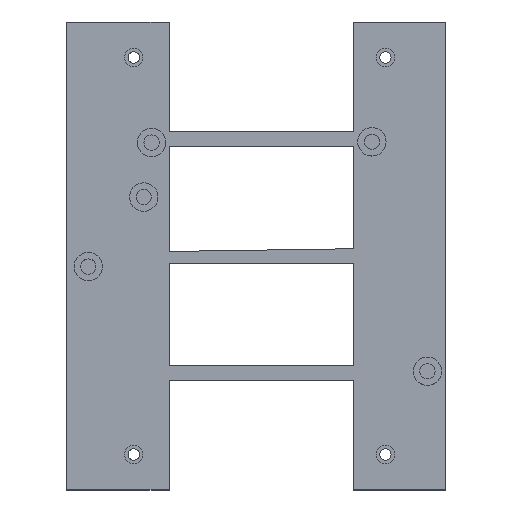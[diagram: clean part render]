
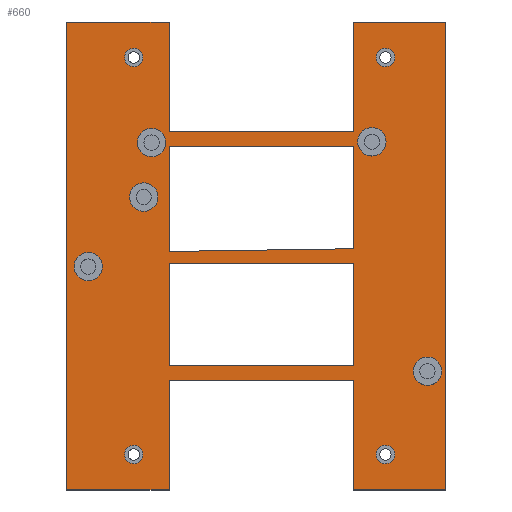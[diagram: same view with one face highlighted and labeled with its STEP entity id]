
A CAD part, top view. The second image highlights one B-rep face of the part: STEP entity #660.
In plain terms, the highlighted planar face has unit normal (0, 0, 1).
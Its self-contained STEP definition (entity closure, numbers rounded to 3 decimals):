
#95=CARTESIAN_POINT('',(109.,36.044,11.));
#96=VERTEX_POINT('',#95);
#105=CARTESIAN_POINT('',(109.,65.,11.));
#106=VERTEX_POINT('',#105);
#107=CARTESIAN_POINT('',(109.,65.,11.));
#108=DIRECTION('',(0.,-1.,0.));
#109=VECTOR('',#108,28.956);
#110=LINE('',#107,#109);
#111=EDGE_CURVE('',#106,#96,#110,.T.);
#135=CARTESIAN_POINT('',(109.,69.,11.));
#136=VERTEX_POINT('',#135);
#145=CARTESIAN_POINT('',(109.,100.,11.));
#146=VERTEX_POINT('',#145);
#147=CARTESIAN_POINT('',(109.,100.,11.));
#148=DIRECTION('',(0.,-1.,0.));
#149=VECTOR('',#148,31.);
#150=LINE('',#147,#149);
#151=EDGE_CURVE('',#146,#136,#150,.T.);
#175=CARTESIAN_POINT('',(109.,32.,11.));
#176=VERTEX_POINT('',#175);
#177=CARTESIAN_POINT('',(109.,3.,11.));
#178=VERTEX_POINT('',#177);
#179=CARTESIAN_POINT('',(109.,32.,11.));
#180=DIRECTION('',(0.,-1.,0.));
#181=VECTOR('',#180,29.);
#182=LINE('',#179,#181);
#183=EDGE_CURVE('',#176,#178,#182,.T.);
#291=CARTESIAN_POINT('',(135.,-32.,11.));
#292=VERTEX_POINT('',#291);
#299=CARTESIAN_POINT('',(109.,-32.,11.));
#300=VERTEX_POINT('',#299);
#301=CARTESIAN_POINT('',(109.,-32.,11.));
#302=DIRECTION('',(1.,0.,-0.));
#303=VECTOR('',#302,26.);
#304=LINE('',#301,#303);
#305=EDGE_CURVE('',#300,#292,#304,.T.);
#329=CARTESIAN_POINT('',(135.,100.,11.));
#330=VERTEX_POINT('',#329);
#337=CARTESIAN_POINT('',(135.,-32.,11.));
#338=DIRECTION('',(0.,1.,0.));
#339=VECTOR('',#338,132.);
#340=LINE('',#337,#339);
#341=EDGE_CURVE('',#292,#330,#340,.T.);
#359=CARTESIAN_POINT('',(135.,100.,11.));
#360=DIRECTION('',(-1.,0.,0.));
#361=VECTOR('',#360,26.);
#362=LINE('',#359,#361);
#363=EDGE_CURVE('',#330,#146,#362,.T.);
#374=CARTESIAN_POINT('',(109.,-1.,11.));
#375=VERTEX_POINT('',#374);
#376=CARTESIAN_POINT('',(109.,-1.,11.));
#377=DIRECTION('',(0.,-1.,0.));
#378=VECTOR('',#377,31.);
#379=LINE('',#376,#378);
#380=EDGE_CURVE('',#375,#300,#379,.T.);
#400=CARTESIAN_POINT('',(93.,-32.,11.));
#401=DIRECTION('',(0.,0.,1.));
#402=DIRECTION('',(1.,0.,0.));
#403=AXIS2_PLACEMENT_3D('',#400,#401,#402);
#404=PLANE('',#403);
#405=CARTESIAN_POINT('',(125.852,1.492,11.));
#406=VERTEX_POINT('',#405);
#407=CARTESIAN_POINT('',(133.852,1.492,11.));
#408=VERTEX_POINT('',#407);
#409=CARTESIAN_POINT('',(129.852,1.492,11.));
#410=DIRECTION('',(0.,0.,1.));
#411=DIRECTION('',(1.,0.,-0.));
#412=AXIS2_PLACEMENT_3D('',#409,#410,#411);
#413=CIRCLE('',#412,4.);
#414=EDGE_CURVE('',#406,#408,#413,.T.);
#415=ORIENTED_EDGE('',*,*,#414,.F.);
#416=CARTESIAN_POINT('',(129.852,1.492,11.));
#417=DIRECTION('',(0.,0.,1.));
#418=DIRECTION('',(1.,0.,-0.));
#419=AXIS2_PLACEMENT_3D('',#416,#417,#418);
#420=CIRCLE('',#419,4.);
#421=EDGE_CURVE('',#408,#406,#420,.T.);
#422=ORIENTED_EDGE('',*,*,#421,.F.);
#423=EDGE_LOOP('',(#415,#422));
#424=FACE_BOUND('',#423,.T.);
#425=CARTESIAN_POINT('',(110.2,66.2,11.));
#426=VERTEX_POINT('',#425);
#427=CARTESIAN_POINT('',(118.2,66.2,11.));
#428=VERTEX_POINT('',#427);
#429=CARTESIAN_POINT('',(114.2,66.2,11.));
#430=DIRECTION('',(0.,0.,1.));
#431=DIRECTION('',(1.,0.,-0.));
#432=AXIS2_PLACEMENT_3D('',#429,#430,#431);
#433=CIRCLE('',#432,4.);
#434=EDGE_CURVE('',#426,#428,#433,.T.);
#435=ORIENTED_EDGE('',*,*,#434,.F.);
#436=CARTESIAN_POINT('',(114.2,66.2,11.));
#437=DIRECTION('',(0.,0.,1.));
#438=DIRECTION('',(1.,0.,-0.));
#439=AXIS2_PLACEMENT_3D('',#436,#437,#438);
#440=CIRCLE('',#439,4.);
#441=EDGE_CURVE('',#428,#426,#440,.T.);
#442=ORIENTED_EDGE('',*,*,#441,.F.);
#443=EDGE_LOOP('',(#435,#442));
#444=FACE_BOUND('',#443,.T.);
#445=CARTESIAN_POINT('',(48.043,65.996,11.));
#446=VERTEX_POINT('',#445);
#447=CARTESIAN_POINT('',(56.043,65.996,11.));
#448=VERTEX_POINT('',#447);
#449=CARTESIAN_POINT('',(52.043,65.996,11.));
#450=DIRECTION('',(0.,0.,1.));
#451=DIRECTION('',(1.,0.,-0.));
#452=AXIS2_PLACEMENT_3D('',#449,#450,#451);
#453=CIRCLE('',#452,4.);
#454=EDGE_CURVE('',#446,#448,#453,.T.);
#455=ORIENTED_EDGE('',*,*,#454,.F.);
#456=CARTESIAN_POINT('',(52.043,65.996,11.));
#457=DIRECTION('',(0.,0.,1.));
#458=DIRECTION('',(1.,0.,-0.));
#459=AXIS2_PLACEMENT_3D('',#456,#457,#458);
#460=CIRCLE('',#459,4.);
#461=EDGE_CURVE('',#448,#446,#460,.T.);
#462=ORIENTED_EDGE('',*,*,#461,.F.);
#463=EDGE_LOOP('',(#455,#462));
#464=FACE_BOUND('',#463,.T.);
#465=CARTESIAN_POINT('',(45.845,50.615,11.));
#466=VERTEX_POINT('',#465);
#467=CARTESIAN_POINT('',(53.845,50.615,11.));
#468=VERTEX_POINT('',#467);
#469=CARTESIAN_POINT('',(49.845,50.615,11.));
#470=DIRECTION('',(0.,0.,1.));
#471=DIRECTION('',(1.,0.,-0.));
#472=AXIS2_PLACEMENT_3D('',#469,#470,#471);
#473=CIRCLE('',#472,4.);
#474=EDGE_CURVE('',#466,#468,#473,.T.);
#475=ORIENTED_EDGE('',*,*,#474,.F.);
#476=CARTESIAN_POINT('',(49.845,50.615,11.));
#477=DIRECTION('',(0.,0.,1.));
#478=DIRECTION('',(1.,0.,-0.));
#479=AXIS2_PLACEMENT_3D('',#476,#477,#478);
#480=CIRCLE('',#479,4.);
#481=EDGE_CURVE('',#468,#466,#480,.T.);
#482=ORIENTED_EDGE('',*,*,#481,.F.);
#483=EDGE_LOOP('',(#475,#482));
#484=FACE_BOUND('',#483,.T.);
#485=CARTESIAN_POINT('',(30.2,31.,11.));
#486=VERTEX_POINT('',#485);
#487=CARTESIAN_POINT('',(38.2,31.,11.));
#488=VERTEX_POINT('',#487);
#489=CARTESIAN_POINT('',(34.2,31.,11.));
#490=DIRECTION('',(0.,0.,1.));
#491=DIRECTION('',(1.,0.,-0.));
#492=AXIS2_PLACEMENT_3D('',#489,#490,#491);
#493=CIRCLE('',#492,4.);
#494=EDGE_CURVE('',#486,#488,#493,.T.);
#495=ORIENTED_EDGE('',*,*,#494,.F.);
#496=CARTESIAN_POINT('',(34.2,31.,11.));
#497=DIRECTION('',(0.,0.,1.));
#498=DIRECTION('',(1.,0.,-0.));
#499=AXIS2_PLACEMENT_3D('',#496,#497,#498);
#500=CIRCLE('',#499,4.);
#501=EDGE_CURVE('',#488,#486,#500,.T.);
#502=ORIENTED_EDGE('',*,*,#501,.F.);
#503=EDGE_LOOP('',(#495,#502));
#504=FACE_BOUND('',#503,.T.);
#505=ORIENTED_EDGE('',*,*,#111,.T.);
#506=CARTESIAN_POINT('',(57.,35.279,11.));
#507=VERTEX_POINT('',#506);
#508=CARTESIAN_POINT('',(109.,36.044,11.));
#509=DIRECTION('',(-1.,-0.015,0.));
#510=VECTOR('',#509,52.006);
#511=LINE('',#508,#510);
#512=EDGE_CURVE('',#96,#507,#511,.T.);
#513=ORIENTED_EDGE('',*,*,#512,.T.);
#514=CARTESIAN_POINT('',(57.,65.,11.));
#515=VERTEX_POINT('',#514);
#516=CARTESIAN_POINT('',(57.,35.279,11.));
#517=DIRECTION('',(0.,1.,0.));
#518=VECTOR('',#517,29.721);
#519=LINE('',#516,#518);
#520=EDGE_CURVE('',#507,#515,#519,.T.);
#521=ORIENTED_EDGE('',*,*,#520,.T.);
#522=CARTESIAN_POINT('',(57.,65.,11.));
#523=DIRECTION('',(1.,0.,-0.));
#524=VECTOR('',#523,52.);
#525=LINE('',#522,#524);
#526=EDGE_CURVE('',#515,#106,#525,.T.);
#527=ORIENTED_EDGE('',*,*,#526,.T.);
#528=EDGE_LOOP('',(#505,#513,#521,#527));
#529=FACE_BOUND('',#528,.T.);
#530=ORIENTED_EDGE('',*,*,#151,.T.);
#531=CARTESIAN_POINT('',(57.,69.,11.));
#532=VERTEX_POINT('',#531);
#533=CARTESIAN_POINT('',(57.,69.,11.));
#534=DIRECTION('',(1.,0.,-0.));
#535=VECTOR('',#534,52.);
#536=LINE('',#533,#535);
#537=EDGE_CURVE('',#532,#136,#536,.T.);
#538=ORIENTED_EDGE('',*,*,#537,.F.);
#539=CARTESIAN_POINT('',(57.,100.,11.));
#540=VERTEX_POINT('',#539);
#541=CARTESIAN_POINT('',(57.,69.,11.));
#542=DIRECTION('',(0.,1.,0.));
#543=VECTOR('',#542,31.);
#544=LINE('',#541,#543);
#545=EDGE_CURVE('',#532,#540,#544,.T.);
#546=ORIENTED_EDGE('',*,*,#545,.T.);
#547=CARTESIAN_POINT('',(28.,100.,11.));
#548=VERTEX_POINT('',#547);
#549=CARTESIAN_POINT('',(57.,100.,11.));
#550=DIRECTION('',(-1.,0.,0.));
#551=VECTOR('',#550,29.);
#552=LINE('',#549,#551);
#553=EDGE_CURVE('',#540,#548,#552,.T.);
#554=ORIENTED_EDGE('',*,*,#553,.T.);
#555=CARTESIAN_POINT('',(28.,-32.,11.));
#556=VERTEX_POINT('',#555);
#557=CARTESIAN_POINT('',(28.,100.,11.));
#558=DIRECTION('',(0.,-1.,0.));
#559=VECTOR('',#558,132.);
#560=LINE('',#557,#559);
#561=EDGE_CURVE('',#548,#556,#560,.T.);
#562=ORIENTED_EDGE('',*,*,#561,.T.);
#563=CARTESIAN_POINT('',(57.,-32.,11.));
#564=VERTEX_POINT('',#563);
#565=CARTESIAN_POINT('',(28.,-32.,11.));
#566=DIRECTION('',(1.,0.,-0.));
#567=VECTOR('',#566,29.);
#568=LINE('',#565,#567);
#569=EDGE_CURVE('',#556,#564,#568,.T.);
#570=ORIENTED_EDGE('',*,*,#569,.T.);
#571=CARTESIAN_POINT('',(57.,-1.,11.));
#572=VERTEX_POINT('',#571);
#573=CARTESIAN_POINT('',(57.,-32.,11.));
#574=DIRECTION('',(0.,1.,0.));
#575=VECTOR('',#574,31.);
#576=LINE('',#573,#575);
#577=EDGE_CURVE('',#564,#572,#576,.T.);
#578=ORIENTED_EDGE('',*,*,#577,.T.);
#579=CARTESIAN_POINT('',(109.,-1.,11.));
#580=DIRECTION('',(-1.,0.,0.));
#581=VECTOR('',#580,52.);
#582=LINE('',#579,#581);
#583=EDGE_CURVE('',#375,#572,#582,.T.);
#584=ORIENTED_EDGE('',*,*,#583,.F.);
#585=ORIENTED_EDGE('',*,*,#380,.T.);
#586=ORIENTED_EDGE('',*,*,#305,.T.);
#587=ORIENTED_EDGE('',*,*,#341,.T.);
#588=ORIENTED_EDGE('',*,*,#363,.T.);
#589=EDGE_LOOP('',(#530,#538,#546,#554,#562,#570,#578,#584,#585,#586,#587,#588));
#590=FACE_BOUND('',#589,.T.);
#591=CARTESIAN_POINT('',(120.6,-22.,11.));
#592=VERTEX_POINT('',#591);
#593=CARTESIAN_POINT('',(118.,-22.,11.));
#594=DIRECTION('',(0.,0.,1.));
#595=DIRECTION('',(1.,0.,-0.));
#596=AXIS2_PLACEMENT_3D('',#593,#594,#595);
#597=CIRCLE('',#596,2.6);
#598=EDGE_CURVE('',#592,#592,#597,.T.);
#599=ORIENTED_EDGE('',*,*,#598,.F.);
#600=EDGE_LOOP('',(#599));
#601=FACE_BOUND('',#600,.T.);
#602=CARTESIAN_POINT('',(120.6,90.,11.));
#603=VERTEX_POINT('',#602);
#604=CARTESIAN_POINT('',(118.,90.,11.));
#605=DIRECTION('',(0.,0.,1.));
#606=DIRECTION('',(1.,0.,-0.));
#607=AXIS2_PLACEMENT_3D('',#604,#605,#606);
#608=CIRCLE('',#607,2.6);
#609=EDGE_CURVE('',#603,#603,#608,.T.);
#610=ORIENTED_EDGE('',*,*,#609,.F.);
#611=EDGE_LOOP('',(#610));
#612=FACE_BOUND('',#611,.T.);
#613=CARTESIAN_POINT('',(57.,32.,11.));
#614=VERTEX_POINT('',#613);
#615=CARTESIAN_POINT('',(57.,32.,11.));
#616=DIRECTION('',(1.,0.,-0.));
#617=VECTOR('',#616,52.);
#618=LINE('',#615,#617);
#619=EDGE_CURVE('',#614,#176,#618,.T.);
#620=ORIENTED_EDGE('',*,*,#619,.T.);
#621=ORIENTED_EDGE('',*,*,#183,.T.);
#622=CARTESIAN_POINT('',(57.,3.,11.));
#623=VERTEX_POINT('',#622);
#624=CARTESIAN_POINT('',(57.,3.,11.));
#625=DIRECTION('',(1.,0.,-0.));
#626=VECTOR('',#625,52.);
#627=LINE('',#624,#626);
#628=EDGE_CURVE('',#623,#178,#627,.T.);
#629=ORIENTED_EDGE('',*,*,#628,.F.);
#630=CARTESIAN_POINT('',(57.,3.,11.));
#631=DIRECTION('',(0.,1.,0.));
#632=VECTOR('',#631,29.);
#633=LINE('',#630,#632);
#634=EDGE_CURVE('',#623,#614,#633,.T.);
#635=ORIENTED_EDGE('',*,*,#634,.T.);
#636=EDGE_LOOP('',(#620,#621,#629,#635));
#637=FACE_BOUND('',#636,.T.);
#638=CARTESIAN_POINT('',(49.6,-22.,11.));
#639=VERTEX_POINT('',#638);
#640=CARTESIAN_POINT('',(47.,-22.,11.));
#641=DIRECTION('',(0.,0.,1.));
#642=DIRECTION('',(1.,0.,-0.));
#643=AXIS2_PLACEMENT_3D('',#640,#641,#642);
#644=CIRCLE('',#643,2.6);
#645=EDGE_CURVE('',#639,#639,#644,.T.);
#646=ORIENTED_EDGE('',*,*,#645,.F.);
#647=EDGE_LOOP('',(#646));
#648=FACE_BOUND('',#647,.T.);
#649=CARTESIAN_POINT('',(49.6,90.,11.));
#650=VERTEX_POINT('',#649);
#651=CARTESIAN_POINT('',(47.,90.,11.));
#652=DIRECTION('',(0.,0.,1.));
#653=DIRECTION('',(1.,0.,-0.));
#654=AXIS2_PLACEMENT_3D('',#651,#652,#653);
#655=CIRCLE('',#654,2.6);
#656=EDGE_CURVE('',#650,#650,#655,.T.);
#657=ORIENTED_EDGE('',*,*,#656,.F.);
#658=EDGE_LOOP('',(#657));
#659=FACE_BOUND('',#658,.T.);
#660=ADVANCED_FACE('',(#424,#444,#464,#484,#504,#529,#590,#601,#612,#637,#648,#659),#404,.T.);
